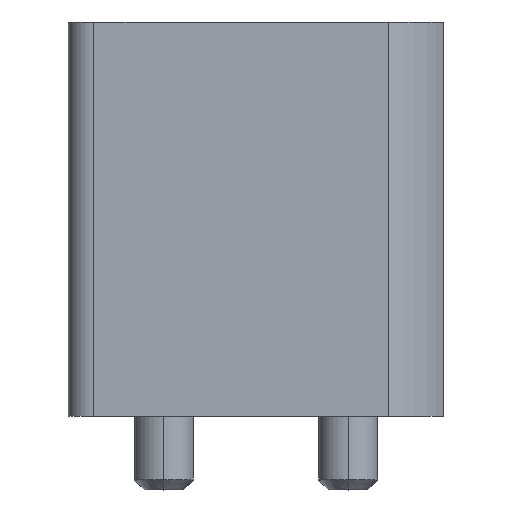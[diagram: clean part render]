
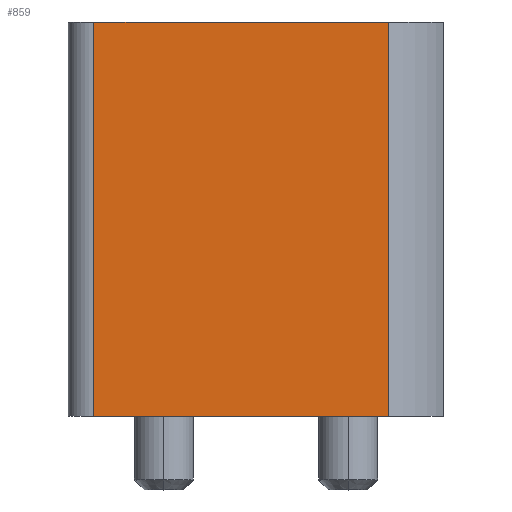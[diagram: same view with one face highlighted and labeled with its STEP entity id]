
A CAD part, top view. The second image highlights one B-rep face of the part: STEP entity #859.
In plain terms, the highlighted planar face has unit normal (0, 0, 1).
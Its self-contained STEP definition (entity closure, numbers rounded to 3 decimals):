
#23 = LINE ( 'NONE', #3640, #3797 ) ;
#138 = LINE ( 'NONE', #900, #1396 ) ;
#171 = VERTEX_POINT ( 'NONE', #668 ) ;
#415 = DIRECTION ( 'NONE',  ( 1., 0., 0. ) ) ;
#668 = CARTESIAN_POINT ( 'NONE',  ( -4.4, 10.7, 2.6 ) ) ;
#859 = ADVANCED_FACE ( 'NONE', ( #2064 ), #1004, .T. ) ;
#900 = CARTESIAN_POINT ( 'NONE',  ( 3.6, -11.449, 2.6 ) ) ;
#935 = AXIS2_PLACEMENT_3D ( 'NONE', #1329, #3456, #1958 ) ;
#978 = EDGE_CURVE ( 'NONE', #2321, #1501, #138, .T. ) ;
#1004 = PLANE ( 'NONE',  #935 ) ;
#1011 = VECTOR ( 'NONE', #2375, 1000. ) ;
#1066 = LINE ( 'NONE', #3515, #3678 ) ;
#1097 = EDGE_LOOP ( 'NONE', ( #2346, #2500, #2831, #1557 ) ) ;
#1329 = CARTESIAN_POINT ( 'NONE',  ( -4.4, -11.449, 2.6 ) ) ;
#1396 = VECTOR ( 'NONE', #3257, 1000. ) ;
#1501 = VERTEX_POINT ( 'NONE', #3468 ) ;
#1557 = ORIENTED_EDGE ( 'NONE', *, *, #3166, .F. ) ;
#1958 = DIRECTION ( 'NONE',  ( 1., 0., 0. ) ) ;
#2064 = FACE_OUTER_BOUND ( 'NONE', #1097, .T. ) ;
#2321 = VERTEX_POINT ( 'NONE', #2955 ) ;
#2346 = ORIENTED_EDGE ( 'NONE', *, *, #2390, .F. ) ;
#2375 = DIRECTION ( 'NONE',  ( -1., 0., 0. ) ) ;
#2390 = EDGE_CURVE ( 'NONE', #2321, #3842, #3653, .T. ) ;
#2500 = ORIENTED_EDGE ( 'NONE', *, *, #978, .T. ) ;
#2831 = ORIENTED_EDGE ( 'NONE', *, *, #3377, .F. ) ;
#2955 = CARTESIAN_POINT ( 'NONE',  ( 3.6, 0., 2.6 ) ) ;
#3108 = CARTESIAN_POINT ( 'NONE',  ( -4.4, 0., 2.6 ) ) ;
#3166 = EDGE_CURVE ( 'NONE', #3842, #171, #1066, .T. ) ;
#3257 = DIRECTION ( 'NONE',  ( 0., 1., 0. ) ) ;
#3377 = EDGE_CURVE ( 'NONE', #171, #1501, #23, .T. ) ;
#3456 = DIRECTION ( 'NONE',  ( 0., 0., 1. ) ) ;
#3468 = CARTESIAN_POINT ( 'NONE',  ( 3.6, 10.7, 2.6 ) ) ;
#3515 = CARTESIAN_POINT ( 'NONE',  ( -4.4, -11.449, 2.6 ) ) ;
#3529 = DIRECTION ( 'NONE',  ( 0., 1., 0. ) ) ;
#3622 = CARTESIAN_POINT ( 'NONE',  ( -4.4, 0., 2.6 ) ) ;
#3640 = CARTESIAN_POINT ( 'NONE',  ( -4.4, 10.7, 2.6 ) ) ;
#3653 = LINE ( 'NONE', #3622, #1011 ) ;
#3678 = VECTOR ( 'NONE', #3529, 1000. ) ;
#3797 = VECTOR ( 'NONE', #415, 1000. ) ;
#3842 = VERTEX_POINT ( 'NONE', #3108 ) ;
